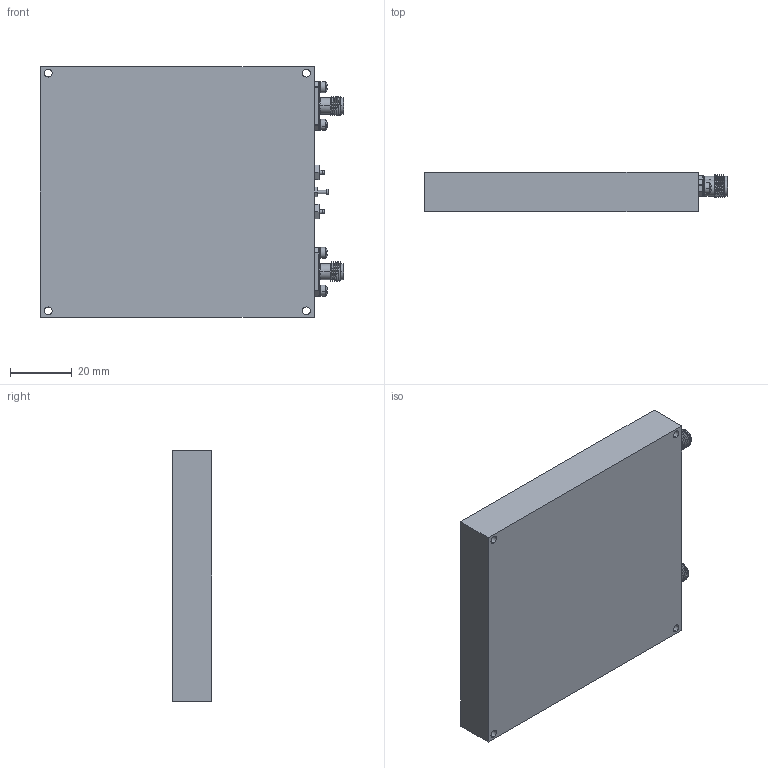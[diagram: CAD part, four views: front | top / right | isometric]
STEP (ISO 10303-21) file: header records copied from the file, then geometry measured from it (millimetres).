
FILE_DESCRIPTION (( 'STEP AP214' ), '1' );
FILE_NAME ('GMDA-D1004.STEP', '2025-07-01T11:38:14', ( '' ), ( '' ), 'SwSTEP 2.0', 'SolidWorks 2024', '' );
FILE_SCHEMA (( 'AUTOMOTIVE_DESIGN' ));
Length unit declared in the file: inch
Products named in the file (1): GMDA-D1004
Bounding box: 98.42 x 12.83 x 81.28 mm (x, y, z)
Volume: 93248.2 mm3; surface area: 34769.5 mm2
Topology: 22 solids, 22 shells, 807 faces, 3151 edges, 2591 vertices
Faces by surface type: plane 395, cylinder 216, torus 88, cone 52, sphere 40, bspline 16
Entity records: 50587 total; most frequent: CARTESIAN_POINT 18027, ORIENTED_EDGE 6254, DIRECTION 4571, EDGE_CURVE 3127, VERTEX_POINT 2591, LINE 1643, VECTOR 1643, AXIS2_PLACEMENT_3D 1464
